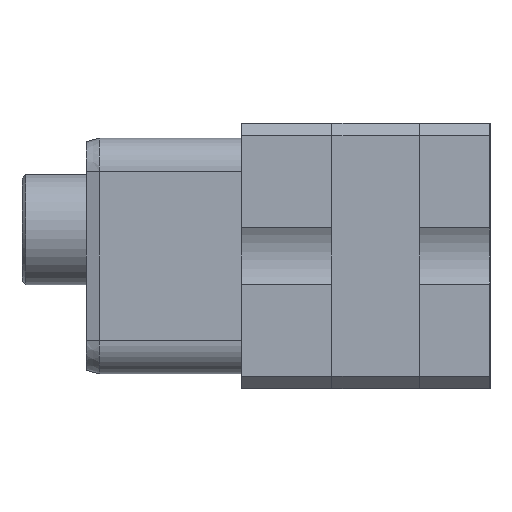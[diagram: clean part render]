
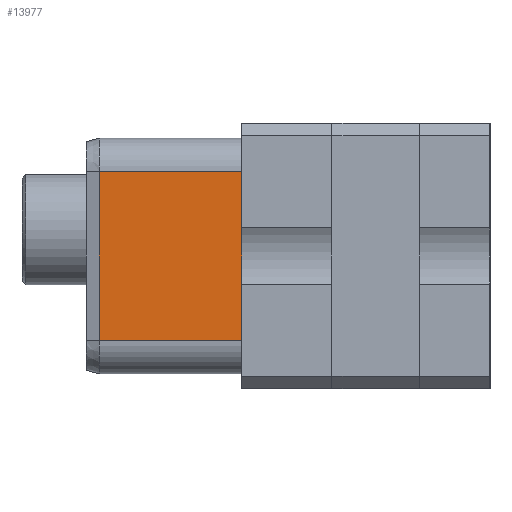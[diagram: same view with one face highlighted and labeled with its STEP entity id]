
A CAD part, left-side view. The second image highlights one B-rep face of the part: STEP entity #13977.
In plain terms, the highlighted planar face has unit normal (-1, 0, 0).
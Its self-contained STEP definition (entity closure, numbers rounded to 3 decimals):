
#390=DIRECTION('',(0.,0.,1.));
#391=VECTOR('',#390,9.61);
#392=CARTESIAN_POINT('',(-20.93,0.015,-4.805));
#393=LINE('',#392,#391);
#2810=DIRECTION('',(0.,0.,1.));
#2811=VECTOR('',#2810,9.61);
#2812=CARTESIAN_POINT('',(-20.93,8.112,-4.805));
#2813=LINE('',#2812,#2811);
#2823=DIRECTION('',(0.,1.,0.));
#2824=VECTOR('',#2823,8.097);
#2825=CARTESIAN_POINT('',(-20.93,0.015,4.805));
#2826=LINE('',#2825,#2824);
#2865=DIRECTION('',(0.,1.,0.));
#2866=VECTOR('',#2865,8.097);
#2867=CARTESIAN_POINT('',(-20.93,0.015,-4.805));
#2868=LINE('',#2867,#2866);
#9327=CARTESIAN_POINT('',(-20.93,0.015,-4.805));
#9329=VERTEX_POINT('',#9327);
#9332=CARTESIAN_POINT('',(-20.93,0.015,4.805));
#9334=VERTEX_POINT('',#9332);
#9359=CARTESIAN_POINT('',(-20.93,8.112,-4.805));
#9360=CARTESIAN_POINT('',(-20.93,8.112,4.805));
#9361=VERTEX_POINT('',#9359);
#9362=VERTEX_POINT('',#9360);
#13964=CARTESIAN_POINT('',(-20.93,0.,-6.705));
#13965=DIRECTION('',(-1.,0.,0.));
#13966=DIRECTION('',(0.,0.,1.));
#13967=AXIS2_PLACEMENT_3D('',#13964,#13965,#13966);
#13968=PLANE('',#13967);
#13969=ORIENTED_EDGE('',*,*,#13958,.T.);
#13971=ORIENTED_EDGE('',*,*,#13970,.F.);
#13972=ORIENTED_EDGE('',*,*,#11667,.F.);
#13974=ORIENTED_EDGE('',*,*,#13973,.T.);
#13975=EDGE_LOOP('',(#13969,#13971,#13972,#13974));
#13976=FACE_OUTER_BOUND('',#13975,.F.);
#13977=ADVANCED_FACE('',(#13976),#13968,.T.);
#11667=EDGE_CURVE('',#9329,#9334,#393,.T.);
#13958=EDGE_CURVE('',#9361,#9362,#2813,.T.);
#13970=EDGE_CURVE('',#9334,#9362,#2826,.T.);
#13973=EDGE_CURVE('',#9329,#9361,#2868,.T.);
